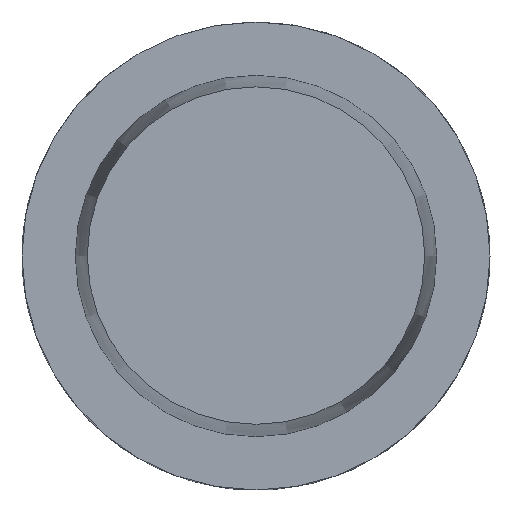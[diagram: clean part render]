
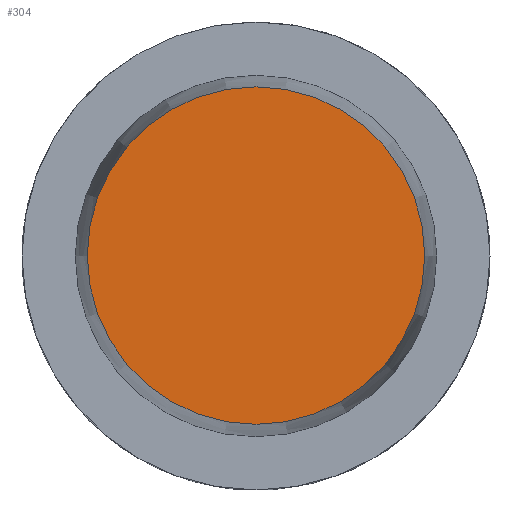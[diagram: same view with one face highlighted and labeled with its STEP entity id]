
A CAD part, top view. The second image highlights one B-rep face of the part: STEP entity #304.
In plain terms, the highlighted planar face has unit normal (0, 0, 1).
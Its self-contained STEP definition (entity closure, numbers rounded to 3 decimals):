
#304=ADVANCED_FACE('',(#374),#333,.F.);
#333=PLANE('',#1084);
#374=FACE_OUTER_BOUND('',#439,.T.);
#439=EDGE_LOOP('',(#701));
#701=ORIENTED_EDGE('',*,*,#930,.T.);
#799=VERTEX_POINT('',#1721);
#930=EDGE_CURVE('',#799,#799,#969,.T.);
#969=CIRCLE('',#1083,22.717);
#1083=AXIS2_PLACEMENT_3D('',#1720,#1340,#1341);
#1084=AXIS2_PLACEMENT_3D('',#1722,#1342,#1343);
#1340=DIRECTION('',(0.,0.,1.));
#1341=DIRECTION('',(-1.,0.,0.));
#1342=DIRECTION('',(0.,0.,-1.));
#1343=DIRECTION('',(1.,0.,0.));
#1720=CARTESIAN_POINT('',(0.,0.,
32.));
#1721=CARTESIAN_POINT('',(-22.717,0.,32.));
#1722=CARTESIAN_POINT('',(-21.576,0.,32.));
